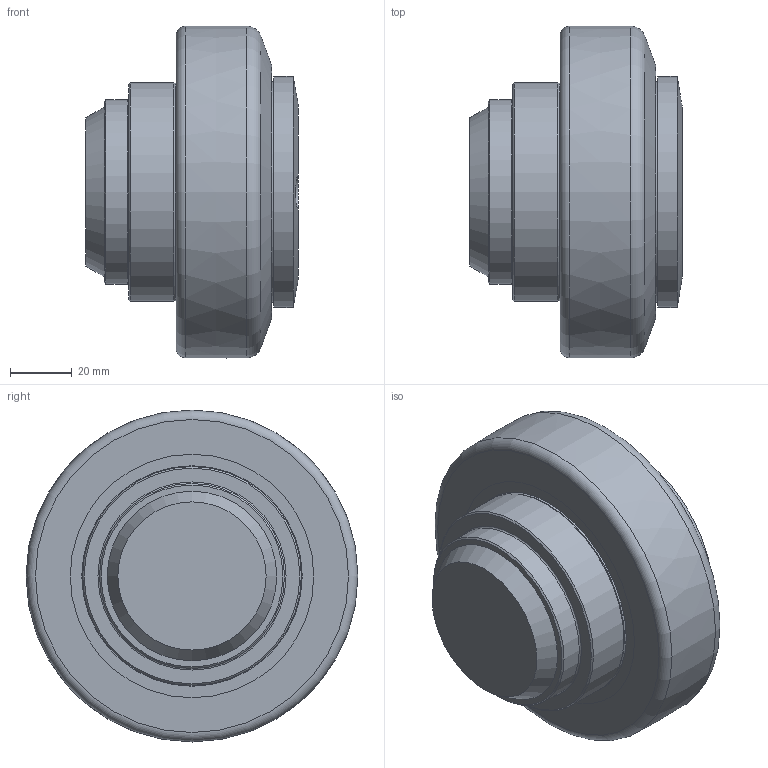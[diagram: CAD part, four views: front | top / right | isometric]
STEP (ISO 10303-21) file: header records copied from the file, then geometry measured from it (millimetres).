
FILE_DESCRIPTION(/* description */ ('-','CAx-IF Rec.Pracs.---Representation and Presentation of Product Manufacturing Information (PMI)---4.0---2014-10-13'),/* implementation_level */ '2;1');
FILE_NAME(/* name */ '15793fac-25d3-4398-8872-8c1d0211d7fc.stp',/* time_stamp */ '2020-06-23T16:04:56+02:00',/* author */ ('-'),/* organization */ ('NTI CADcenter A/S'),/* preprocessor_version */ 'ST-DEVELOPER v18',/* originating_system */ 'Autodesk Inventor 2020',/* authorisation */ '-');
FILE_SCHEMA (('AP242_MANAGED_MODEL_BASED_3D_ENGINEERING_MIM_LF { 1 0 10303 442 1 1 4 }'));
Length unit declared in the file: millimetre
Products named in the file (1): HTR110.0360_Kontur
Bounding box: 68.95 x 107.69 x 107.7 mm (x, y, z)
Volume: 370233.4 mm3; surface area: 56319.8 mm2
Topology: 1 solids, 1 shells, 85 faces, 229 edges, 156 vertices
Faces by surface type: plane 43, cylinder 28, cone 8, torus 5, bspline 1
Full cylindrical faces by diameter (mm): 3 x2, 10 x2, 10.4 x2, 60 x1, 69.3 x1, 70.5 x1, 71 x1, 71.5 x1, 71.6 x2, 75 x1, 77 x2, 78 x2, 79 x2
Entity records: 3125 total; most frequent: CARTESIAN_POINT 677, DIRECTION 533, ORIENTED_EDGE 462, EDGE_CURVE 231, AXIS2_PLACEMENT_3D 230, VERTEX_POINT 156, CIRCLE 145, EDGE_LOOP 103
